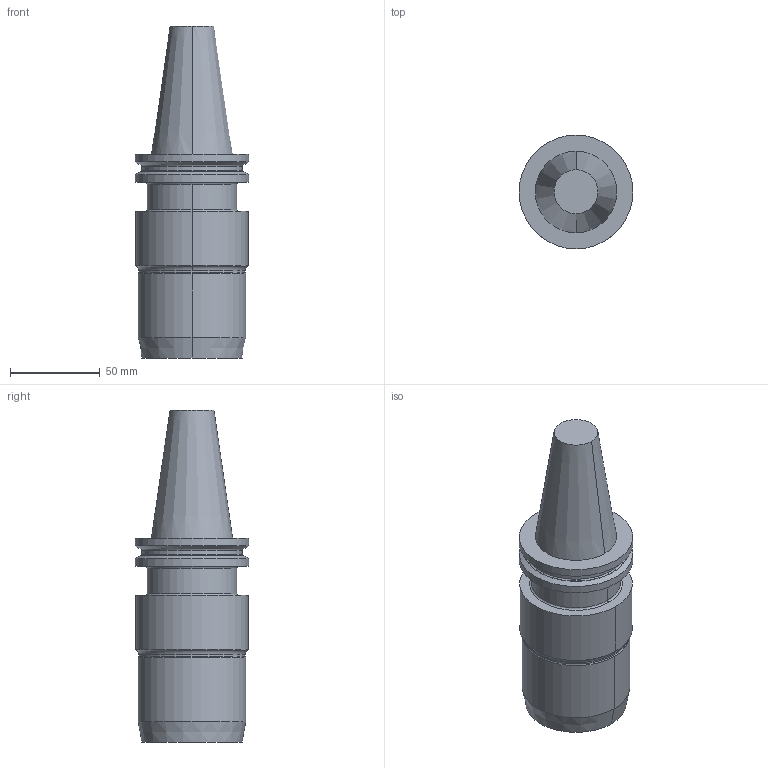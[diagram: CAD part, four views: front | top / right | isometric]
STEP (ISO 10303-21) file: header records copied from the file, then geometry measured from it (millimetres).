
FILE_DESCRIPTION(/* description */ (''),/* implementation_level */ '2;1');
FILE_NAME(/* name */ '69871.40ADB-HC.32.117.stp',/* time_stamp */ '2024-07-28T11:21:03+02:00',/* author */ (''),/* organization */ (''),/* preprocessor_version */ 'ST-DEVELOPER v16.7',/* originating_system */ 'SIEMENS PLM Software NX 12.0',/* authorisation */ '');
FILE_SCHEMA (('AUTOMOTIVE_DESIGN { 1 0 10303 214 3 1 1 1 }'));
Length unit declared in the file: millimetre
Products named in the file (1): pf661B4C06BB9xmg
Bounding box: 63.5 x 63.5 x 185.25 mm (x, y, z)
Volume: 386619.4 mm3; surface area: 36869.4 mm2
Topology: 1 solids, 1 shells, 33 faces, 62 edges, 36 vertices
Faces by surface type: cylinder 11, torus 9, plane 7, cone 6
Full cylindrical faces by diameter (mm): 56 x1, 63.5 x2
Entity records: 896 total; most frequent: DIRECTION 181, CARTESIAN_POINT 135, ORIENTED_EDGE 124, AXIS2_PLACEMENT_3D 82, EDGE_CURVE 62, CIRCLE 45, EDGE_LOOP 38, VERTEX_POINT 36
